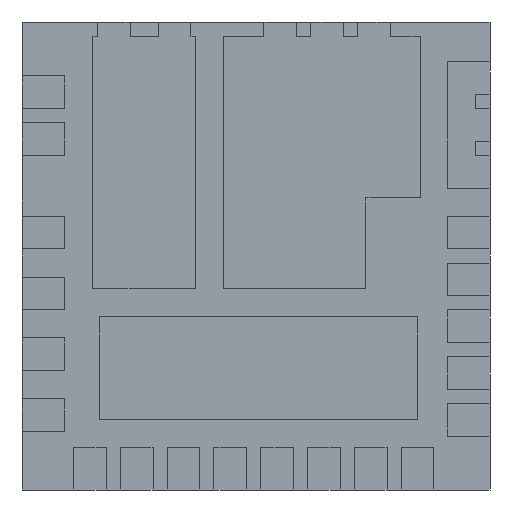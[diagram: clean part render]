
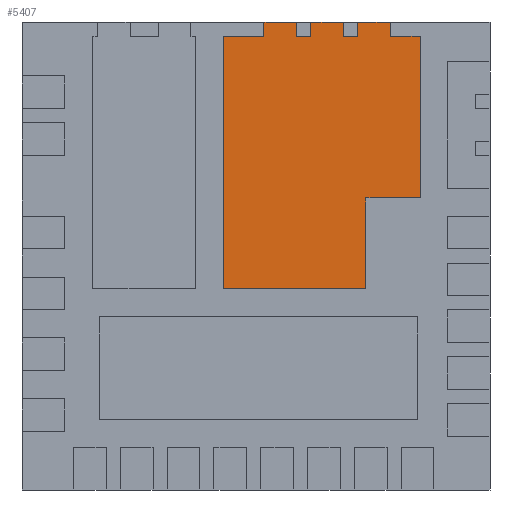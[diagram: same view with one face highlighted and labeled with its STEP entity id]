
A CAD part, front view. The second image highlights one B-rep face of the part: STEP entity #5407.
In plain terms, the highlighted planar face has unit normal (0, -1, 0).
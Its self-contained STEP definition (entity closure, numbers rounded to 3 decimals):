
#252=PLANE('',#5749);
#553=FACE_OUTER_BOUND('',#857,.T.);
#857=EDGE_LOOP('',(#4737,#4738,#4739,#4740,#4741,#4742,#4743,#4744,#4745,
#4746,#4747,#4748,#4749,#4750,#4751,#4752,#4753,#4754));
#1434=LINE('',#8173,#2180);
#1438=LINE('',#8181,#2184);
#1441=LINE('',#8187,#2187);
#1444=LINE('',#8193,#2190);
#1447=LINE('',#8199,#2193);
#1450=LINE('',#8205,#2196);
#1453=LINE('',#8211,#2199);
#1456=LINE('',#8217,#2202);
#1459=LINE('',#8223,#2205);
#1462=LINE('',#8229,#2208);
#1465=LINE('',#8235,#2211);
#1468=LINE('',#8241,#2214);
#1471=LINE('',#8247,#2217);
#1474=LINE('',#8253,#2220);
#1477=LINE('',#8259,#2223);
#1480=LINE('',#8265,#2226);
#1483=LINE('',#8271,#2229);
#1486=LINE('',#8276,#2232);
#2180=VECTOR('',#6674,10.);
#2184=VECTOR('',#6680,10.);
#2187=VECTOR('',#6685,10.);
#2190=VECTOR('',#6690,10.);
#2193=VECTOR('',#6695,10.);
#2196=VECTOR('',#6700,10.);
#2199=VECTOR('',#6705,10.);
#2202=VECTOR('',#6710,10.);
#2205=VECTOR('',#6715,10.);
#2208=VECTOR('',#6720,10.);
#2211=VECTOR('',#6725,10.);
#2214=VECTOR('',#6730,10.);
#2217=VECTOR('',#6735,10.);
#2220=VECTOR('',#6740,10.);
#2223=VECTOR('',#6745,10.);
#2226=VECTOR('',#6750,10.);
#2229=VECTOR('',#6755,10.);
#2232=VECTOR('',#6760,10.);
#2777=VERTEX_POINT('',#8171);
#2778=VERTEX_POINT('',#8172);
#2781=VERTEX_POINT('',#8180);
#2783=VERTEX_POINT('',#8186);
#2785=VERTEX_POINT('',#8192);
#2787=VERTEX_POINT('',#8198);
#2789=VERTEX_POINT('',#8204);
#2791=VERTEX_POINT('',#8210);
#2793=VERTEX_POINT('',#8216);
#2795=VERTEX_POINT('',#8222);
#2797=VERTEX_POINT('',#8228);
#2799=VERTEX_POINT('',#8234);
#2801=VERTEX_POINT('',#8240);
#2803=VERTEX_POINT('',#8246);
#2805=VERTEX_POINT('',#8252);
#2807=VERTEX_POINT('',#8258);
#2809=VERTEX_POINT('',#8264);
#2811=VERTEX_POINT('',#8270);
#3432=EDGE_CURVE('',#2777,#2778,#1434,.T.);
#3436=EDGE_CURVE('',#2778,#2781,#1438,.T.);
#3439=EDGE_CURVE('',#2781,#2783,#1441,.T.);
#3442=EDGE_CURVE('',#2783,#2785,#1444,.T.);
#3445=EDGE_CURVE('',#2785,#2787,#1447,.T.);
#3448=EDGE_CURVE('',#2787,#2789,#1450,.T.);
#3451=EDGE_CURVE('',#2789,#2791,#1453,.T.);
#3454=EDGE_CURVE('',#2793,#2791,#1456,.T.);
#3457=EDGE_CURVE('',#2795,#2793,#1459,.T.);
#3460=EDGE_CURVE('',#2797,#2795,#1462,.T.);
#3463=EDGE_CURVE('',#2799,#2797,#1465,.T.);
#3466=EDGE_CURVE('',#2801,#2799,#1468,.T.);
#3469=EDGE_CURVE('',#2803,#2801,#1471,.T.);
#3472=EDGE_CURVE('',#2805,#2803,#1474,.T.);
#3475=EDGE_CURVE('',#2807,#2805,#1477,.T.);
#3478=EDGE_CURVE('',#2809,#2807,#1480,.T.);
#3481=EDGE_CURVE('',#2811,#2809,#1483,.T.);
#3484=EDGE_CURVE('',#2777,#2811,#1486,.T.);
#4737=ORIENTED_EDGE('',*,*,#3484,.F.);
#4738=ORIENTED_EDGE('',*,*,#3432,.T.);
#4739=ORIENTED_EDGE('',*,*,#3436,.T.);
#4740=ORIENTED_EDGE('',*,*,#3439,.T.);
#4741=ORIENTED_EDGE('',*,*,#3442,.T.);
#4742=ORIENTED_EDGE('',*,*,#3445,.T.);
#4743=ORIENTED_EDGE('',*,*,#3448,.T.);
#4744=ORIENTED_EDGE('',*,*,#3451,.T.);
#4745=ORIENTED_EDGE('',*,*,#3454,.F.);
#4746=ORIENTED_EDGE('',*,*,#3457,.F.);
#4747=ORIENTED_EDGE('',*,*,#3460,.F.);
#4748=ORIENTED_EDGE('',*,*,#3463,.F.);
#4749=ORIENTED_EDGE('',*,*,#3466,.F.);
#4750=ORIENTED_EDGE('',*,*,#3469,.F.);
#4751=ORIENTED_EDGE('',*,*,#3472,.F.);
#4752=ORIENTED_EDGE('',*,*,#3475,.F.);
#4753=ORIENTED_EDGE('',*,*,#3478,.F.);
#4754=ORIENTED_EDGE('',*,*,#3481,.F.);
#5407=ADVANCED_FACE('',(#553),#252,.F.);
#5749=AXIS2_PLACEMENT_3D('',#8279,#6764,#6765);
#6674=DIRECTION('',(0.,0.,-1.));
#6680=DIRECTION('',(-1.,0.,0.));
#6685=DIRECTION('',(0.,0.,-1.));
#6690=DIRECTION('',(1.,0.,0.));
#6695=DIRECTION('',(0.,0.,1.));
#6700=DIRECTION('',(1.,0.,0.));
#6705=DIRECTION('',(0.,0.,1.));
#6710=DIRECTION('',(1.,0.,0.));
#6715=DIRECTION('',(0.,0.,-1.));
#6720=DIRECTION('',(1.,0.,0.));
#6725=DIRECTION('',(0.,0.,1.));
#6730=DIRECTION('',(1.,0.,0.));
#6735=DIRECTION('',(0.,0.,-1.));
#6740=DIRECTION('',(1.,0.,0.));
#6745=DIRECTION('',(0.,0.,1.));
#6750=DIRECTION('',(1.,0.,0.));
#6755=DIRECTION('',(0.,0.,-1.));
#6760=DIRECTION('',(1.,0.,0.));
#6764=DIRECTION('center_axis',(0.,1.,0.));
#6765=DIRECTION('ref_axis',(1.,0.,0.));
#8171=CARTESIAN_POINT('',(0.085,0.,2.5));
#8172=CARTESIAN_POINT('',(0.085,0.,2.35));
#8173=CARTESIAN_POINT('',(0.085,0.,2.5));
#8180=CARTESIAN_POINT('',(-0.345,0.,2.35));
#8181=CARTESIAN_POINT('',(0.085,0.,2.35));
#8186=CARTESIAN_POINT('',(-0.345,0.,-0.35));
#8187=CARTESIAN_POINT('',(-0.345,0.,2.35));
#8192=CARTESIAN_POINT('',(1.175,0.,-0.35));
#8193=CARTESIAN_POINT('',(-0.345,0.,-0.35));
#8198=CARTESIAN_POINT('',(1.175,0.,0.62));
#8199=CARTESIAN_POINT('',(1.175,0.,-0.35));
#8204=CARTESIAN_POINT('',(1.755,0.,0.62));
#8205=CARTESIAN_POINT('',(1.175,0.,0.62));
#8210=CARTESIAN_POINT('',(1.755,0.,2.35));
#8211=CARTESIAN_POINT('',(1.755,0.,0.62));
#8216=CARTESIAN_POINT('',(1.435,0.,2.35));
#8217=CARTESIAN_POINT('',(1.435,0.,2.35));
#8222=CARTESIAN_POINT('',(1.435,0.,2.5));
#8223=CARTESIAN_POINT('',(1.435,0.,2.5));
#8228=CARTESIAN_POINT('',(1.085,0.,2.5));
#8229=CARTESIAN_POINT('',(1.085,0.,2.5));
#8234=CARTESIAN_POINT('',(1.085,0.,2.35));
#8235=CARTESIAN_POINT('',(1.085,0.,2.35));
#8240=CARTESIAN_POINT('',(0.935,0.,2.35));
#8241=CARTESIAN_POINT('',(0.935,0.,2.35));
#8246=CARTESIAN_POINT('',(0.935,0.,2.5));
#8247=CARTESIAN_POINT('',(0.935,0.,2.5));
#8252=CARTESIAN_POINT('',(0.585,0.,2.5));
#8253=CARTESIAN_POINT('',(0.585,0.,2.5));
#8258=CARTESIAN_POINT('',(0.585,0.,2.35));
#8259=CARTESIAN_POINT('',(0.585,0.,2.35));
#8264=CARTESIAN_POINT('',(0.435,0.,2.35));
#8265=CARTESIAN_POINT('',(0.435,0.,2.35));
#8270=CARTESIAN_POINT('',(0.435,0.,2.5));
#8271=CARTESIAN_POINT('',(0.435,0.,2.5));
#8276=CARTESIAN_POINT('',(0.085,0.,2.5));
#8279=CARTESIAN_POINT('Origin',(0.705,0.,1.075));
